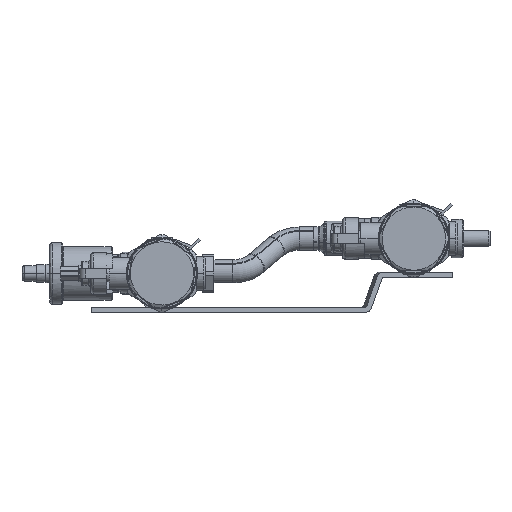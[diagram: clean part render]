
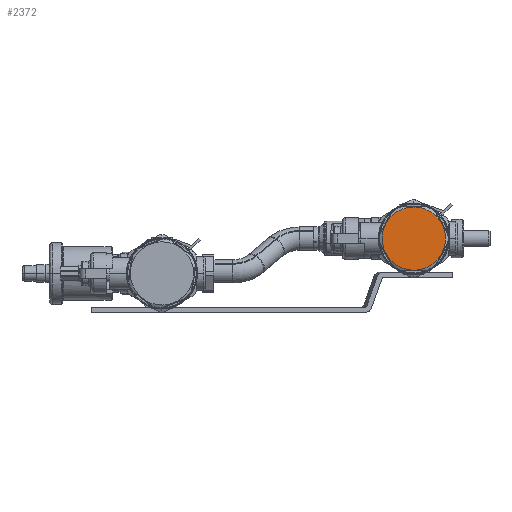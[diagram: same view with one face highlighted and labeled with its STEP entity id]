
A CAD part, left-side view. The second image highlights one B-rep face of the part: STEP entity #2372.
In plain terms, the highlighted planar face has unit normal (-1, 0, 0).
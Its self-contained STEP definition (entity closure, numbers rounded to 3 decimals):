
#2063=CARTESIAN_POINT('Vertex',(-141.301,30.,32.5)) ;
#2090=CARTESIAN_POINT('Axis2P3D Location',(-141.301,30.,57.)) ;
#2094=CARTESIAN_POINT('Vertex',(-141.301,8.499,68.746)) ;
#2096=CARTESIAN_POINT('Vertex',(-141.301,8.782,69.25)) ;
#2156=CARTESIAN_POINT('Vertex',(-141.301,8.782,44.75)) ;
#2275=CARTESIAN_POINT('Vertex',(-141.301,30.,81.5)) ;
#2297=CARTESIAN_POINT('Axis2P3D Location',(-141.301,30.,57.)) ;
#2301=CARTESIAN_POINT('Vertex',(-141.301,51.501,45.254)) ;
#2303=CARTESIAN_POINT('Vertex',(-141.301,51.218,44.75)) ;
#2325=CARTESIAN_POINT('Axis2P3D Location',(-141.301,51.6,57.)) ;
#2330=CARTESIAN_POINT('Axis2P3D Location',(-141.301,30.,57.)) ;
#2335=CARTESIAN_POINT('Axis2P3D Location',(-141.301,30.,57.)) ;
#2339=CARTESIAN_POINT('Vertex',(-141.301,51.218,69.25)) ;
#2342=CARTESIAN_POINT('Axis2P3D Location',(-141.301,30.,57.)) ;
#2347=CARTESIAN_POINT('Axis2P3D Location',(-141.301,30.,57.)) ;
#2352=CARTESIAN_POINT('Axis2P3D Location',(-141.301,30.,57.)) ;
#2357=CARTESIAN_POINT('Axis2P3D Location',(-141.301,30.,57.)) ;
#2091=DIRECTION('Axis2P3D Direction',(1.,0.,0.)) ;
#2298=DIRECTION('Axis2P3D Direction',(1.,0.,0.)) ;
#2326=DIRECTION('Axis2P3D Direction',(-1.,0.,0.)) ;
#2327=DIRECTION('Axis2P3D XDirection',(0.,0.,1.)) ;
#2331=DIRECTION('Axis2P3D Direction',(-1.,0.,0.)) ;
#2336=DIRECTION('Axis2P3D Direction',(-1.,0.,0.)) ;
#2343=DIRECTION('Axis2P3D Direction',(-1.,0.,0.)) ;
#2348=DIRECTION('Axis2P3D Direction',(-1.,0.,0.)) ;
#2353=DIRECTION('Axis2P3D Direction',(-1.,0.,0.)) ;
#2358=DIRECTION('Axis2P3D Direction',(-1.,0.,0.)) ;
#2092=AXIS2_PLACEMENT_3D('Circle Axis2P3D',#2090,#2091,$) ;
#2299=AXIS2_PLACEMENT_3D('Circle Axis2P3D',#2297,#2298,$) ;
#2328=AXIS2_PLACEMENT_3D('Plane Axis2P3D',#2325,#2326,#2327) ;
#2332=AXIS2_PLACEMENT_3D('Circle Axis2P3D',#2330,#2331,$) ;
#2337=AXIS2_PLACEMENT_3D('Circle Axis2P3D',#2335,#2336,$) ;
#2344=AXIS2_PLACEMENT_3D('Circle Axis2P3D',#2342,#2343,$) ;
#2349=AXIS2_PLACEMENT_3D('Circle Axis2P3D',#2347,#2348,$) ;
#2354=AXIS2_PLACEMENT_3D('Circle Axis2P3D',#2352,#2353,$) ;
#2359=AXIS2_PLACEMENT_3D('Circle Axis2P3D',#2357,#2358,$) ;
#2363=ORIENTED_EDGE('',*,*,#2098,.T.) ;
#2364=ORIENTED_EDGE('',*,*,#2334,.T.) ;
#2365=ORIENTED_EDGE('',*,*,#2341,.T.) ;
#2366=ORIENTED_EDGE('',*,*,#2346,.T.) ;
#2367=ORIENTED_EDGE('',*,*,#2305,.T.) ;
#2368=ORIENTED_EDGE('',*,*,#2351,.T.) ;
#2369=ORIENTED_EDGE('',*,*,#2356,.T.) ;
#2370=ORIENTED_EDGE('',*,*,#2361,.T.) ;
#2372=ADVANCED_FACE('PartBody',(#2371),#2329,.T.) ;
#2093=CIRCLE('generated circle',#2092,24.5) ;
#2300=CIRCLE('generated circle',#2299,24.5) ;
#2333=CIRCLE('generated circle',#2332,24.5) ;
#2338=CIRCLE('generated circle',#2337,24.5) ;
#2345=CIRCLE('generated circle',#2344,24.5) ;
#2350=CIRCLE('generated circle',#2349,24.5) ;
#2355=CIRCLE('generated circle',#2354,24.5) ;
#2360=CIRCLE('generated circle',#2359,24.5) ;
#2098=EDGE_CURVE('',#2095,#2097,#2093,.F.) ;
#2305=EDGE_CURVE('',#2302,#2304,#2300,.F.) ;
#2334=EDGE_CURVE('',#2097,#2276,#2333,.T.) ;
#2341=EDGE_CURVE('',#2276,#2340,#2338,.T.) ;
#2346=EDGE_CURVE('',#2340,#2302,#2345,.T.) ;
#2351=EDGE_CURVE('',#2304,#2064,#2350,.T.) ;
#2356=EDGE_CURVE('',#2064,#2157,#2355,.T.) ;
#2361=EDGE_CURVE('',#2157,#2095,#2360,.T.) ;
#2362=EDGE_LOOP('',(#2363,#2364,#2365,#2366,#2367,#2368,#2369,#2370)) ;
#2371=FACE_OUTER_BOUND('',#2362,.T.) ;
#2329=PLANE('',#2328) ;
#2064=VERTEX_POINT('',#2063) ;
#2095=VERTEX_POINT('',#2094) ;
#2097=VERTEX_POINT('',#2096) ;
#2157=VERTEX_POINT('',#2156) ;
#2276=VERTEX_POINT('',#2275) ;
#2302=VERTEX_POINT('',#2301) ;
#2304=VERTEX_POINT('',#2303) ;
#2340=VERTEX_POINT('',#2339) ;
